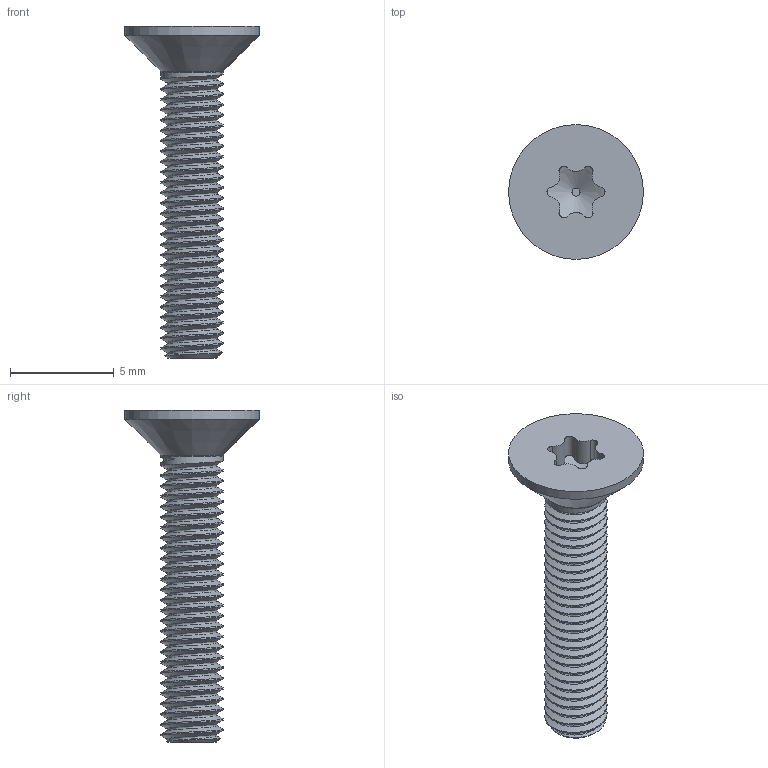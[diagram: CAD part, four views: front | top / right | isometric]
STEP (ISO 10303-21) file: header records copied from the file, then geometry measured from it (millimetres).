
FILE_DESCRIPTION(('FreeCAD Model'),'2;1');
FILE_NAME('Open CASCADE Shape Model','2024-10-20T10:39:14',(''),(''), 'Open CASCADE STEP processor 7.6','FreeCAD','Unknown');
FILE_SCHEMA(('AUTOMOTIVE_DESIGN { 1 0 10303 214 1 1 1 1 }'));
Length unit declared in the file: millimetre
Products named in the file (1): M3x16-Screw
Bounding box: 6.5 x 6.5 x 16 mm (x, y, z)
Volume: 119.8 mm3; surface area: 290.3 mm2
Topology: 1 solids, 1 shells, 133 faces, 279 edges, 149 vertices
Faces by surface type: bspline 84, cylinder 40, plane 4, cone 4, revolution 1
Full cylindrical faces by diameter (mm): 3 x26, 6.5 x1
Entity records: 27003 total; most frequent: CARTESIAN_POINT 22469, ORIENTED_EDGE 558, PCURVE 558, DEFINITIONAL_REPRESENTATION 558, DIRECTION 455, B_SPLINE_CURVE_WITH_KNOTS 450, LINE 293, VECTOR 293
